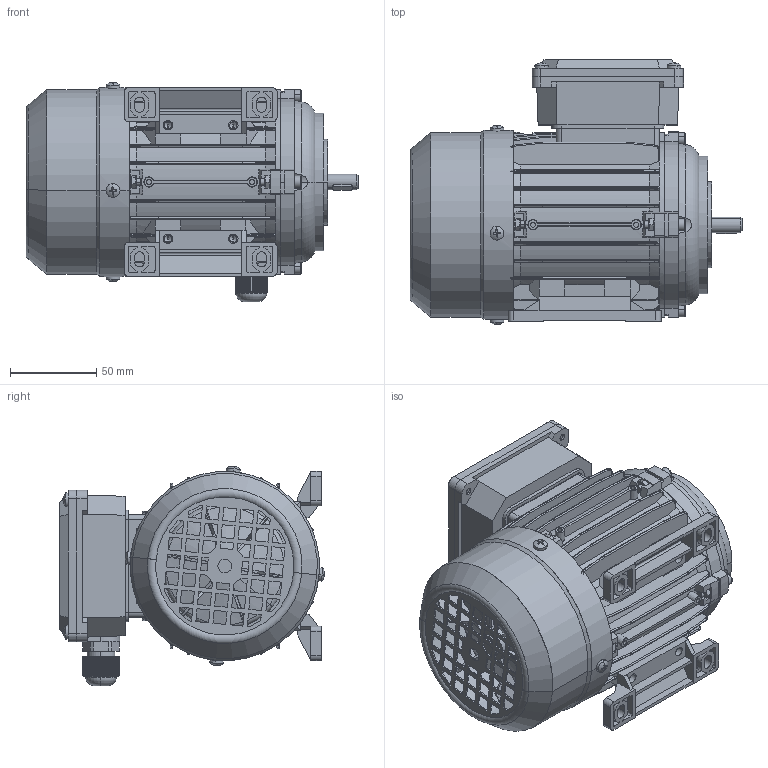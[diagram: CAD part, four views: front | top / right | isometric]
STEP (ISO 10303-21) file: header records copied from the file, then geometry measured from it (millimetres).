
FILE_DESCRIPTION (( 'STEP AP203' ), '1' );
FILE_NAME ('56 B34軞蚾芞(ABB).STEP', '2015-04-10T02:51:01', ( 'USER' ), ( 'MS' ), 'SwSTEP 2.0', 'SolidWorks 2008', '' );
FILE_SCHEMA (( 'CONFIG_CONTROL_DESIGN' ));
Length unit declared in the file: millimetre
Products named in the file (16): 56转轴_默认; MS56 新接线盒座_默认; 出线螺套M16_默认; Cross recessed thread forming screws GB_GB_CROSS_SCREWS_TYPE138 M4X10-N; MS56 新接线盒盖(ABB)_默认; 56 B14端盖_默认; 56 B34軞蚾芞(ABB); 56机壳_默认; 56 后端盖_默认; Y2 56 风叶_默认; Circlips for shaft--Type A large GB_GB_CONNECTING_PIECE_RING_RRA 12; 56 风罩_默认; 56底脚_默认; Hexagon socket head cap screws GB_GB_FASTENER_SCREWS_HSHCS M4X20-N; MS56 儂褲蹟譫_GB_FASTENER_NUT_SNAB1 M4-N; Cross recessed thread forming screws GB_GB_CROSS_SCREWS_TYPE138 M4X8-N
Assembly tree (37 placements, depth 2):
  56 B34軞蚾芞(ABB)
    MS56 儂褲蹟譫_GB_FASTENER_NUT_SNAB1 M4-N  x8
    Y2 56 风叶_默认
    Cross recessed thread forming screws GB_GB_CROSS_SCREWS_TYPE138 M4X8-N  x5
    Cross recessed thread forming screws GB_GB_CROSS_SCREWS_TYPE138 M4X10-N  x4
    Hexagon socket head cap screws GB_GB_FASTENER_SCREWS_HSHCS M4X20-N  x8
    MS56 新接线盒盖(ABB)_默认
    56转轴_默认
    56底脚_默认  x2
    MS56 新接线盒座_默认
    出线螺套M16_默认
    56机壳_默认
    56 后端盖_默认
    56 B14端盖_默认
    Circlips for shaft--Type A large GB_GB_CONNECTING_PIECE_RING_RRA 12
    56 风罩_默认
Bounding box: 193 x 154.04 x 127.48 mm (x, y, z)
Volume: 350782.5 mm3; surface area: 321954.7 mm2
Topology: 37 solids, 37 shells, 3281 faces, 8525 edges, 5366 vertices
Faces by surface type: plane 1814, cylinder 899, cone 279, sphere 98, torus 97, bspline 94
Entity records: 91585 total; most frequent: CARTESIAN_POINT 23996, ORIENTED_EDGE 14110, DIRECTION 13025, EDGE_CURVE 7055, VERTEX_POINT 4475, AXIS2_PLACEMENT_3D 4461, VECTOR 4103, LINE 4103
